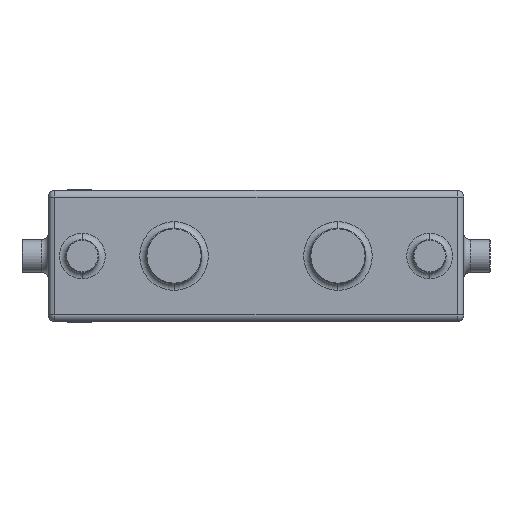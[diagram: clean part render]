
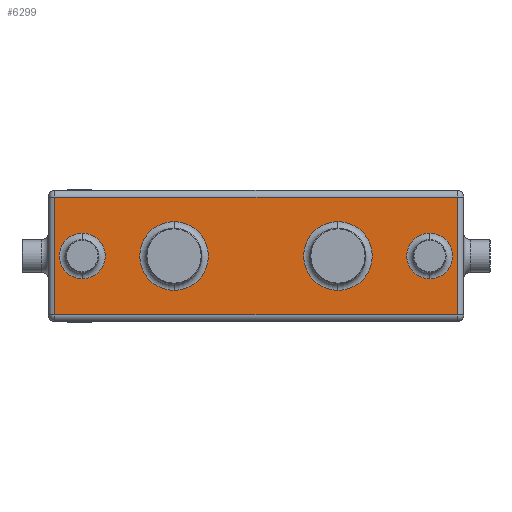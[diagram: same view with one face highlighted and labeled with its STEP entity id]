
A CAD part, left-side view. The second image highlights one B-rep face of the part: STEP entity #6299.
In plain terms, the highlighted planar face has unit normal (-1, 0, 0).
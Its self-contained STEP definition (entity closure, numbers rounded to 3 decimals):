
#317 = VERTEX_POINT ( 'NONE', #4380 ) ;
#473 = VECTOR ( 'NONE', #15012, 1000. ) ;
#478 = EDGE_CURVE ( 'NONE', #317, #23349, #9368, .T. ) ;
#735 = CARTESIAN_POINT ( 'NONE',  ( -50., -62.5, 0. ) ) ;
#943 = CARTESIAN_POINT ( 'NONE',  ( -50., -62.5, 0. ) ) ;
#1160 = DIRECTION ( 'NONE',  ( 1., 0., 0. ) ) ;
#1537 = AXIS2_PLACEMENT_3D ( 'NONE', #21849, #11268, #9543 ) ;
#1754 = DIRECTION ( 'NONE',  ( 0., 1., 0. ) ) ;
#2072 = EDGE_LOOP ( 'NONE', ( #4720, #16311 ) ) ;
#2085 = EDGE_CURVE ( 'NONE', #26207, #19240, #24039, .T. ) ;
#2450 = CARTESIAN_POINT ( 'NONE',  ( -50., -158.5, 50. ) ) ;
#2606 = CARTESIAN_POINT ( 'NONE',  ( -50., 153.5, -45. ) ) ;
#2686 = CARTESIAN_POINT ( 'NONE',  ( -50., 62.5, -26.2 ) ) ;
#2722 = PLANE ( 'NONE',  #8603 ) ;
#3386 = VECTOR ( 'NONE', #10088, 1000. ) ;
#3469 = EDGE_CURVE ( 'NONE', #20480, #5547, #11730, .T. ) ;
#3483 = EDGE_LOOP ( 'NONE', ( #7344, #7177 ) ) ;
#4278 = CIRCLE ( 'NONE', #13400, 26.2 ) ;
#4380 = CARTESIAN_POINT ( 'NONE',  ( -50., -62.5, 26.2 ) ) ;
#4664 = ORIENTED_EDGE ( 'NONE', *, *, #14095, .T. ) ;
#4720 = ORIENTED_EDGE ( 'NONE', *, *, #3469, .T. ) ;
#4721 = CARTESIAN_POINT ( 'NONE',  ( -50., 132.5, 17.5 ) ) ;
#5433 = CARTESIAN_POINT ( 'NONE',  ( -50., -132.5, 0. ) ) ;
#5545 = AXIS2_PLACEMENT_3D ( 'NONE', #943, #17478, #23767 ) ;
#5547 = VERTEX_POINT ( 'NONE', #7885 ) ;
#5601 = DIRECTION ( 'NONE',  ( 1., 0., 0. ) ) ;
#6263 = LINE ( 'NONE', #18182, #3386 ) ;
#6268 = ORIENTED_EDGE ( 'NONE', *, *, #16478, .T. ) ;
#6299 = ADVANCED_FACE ( 'NONE', ( #11304, #8394, #7077, #19990, #9044 ), #2722, .F. ) ;
#6607 = DIRECTION ( 'NONE',  ( 0., 0., -1. ) ) ;
#6782 = VERTEX_POINT ( 'NONE', #21615 ) ;
#7077 = FACE_BOUND ( 'NONE', #10114, .T. ) ;
#7125 = CARTESIAN_POINT ( 'NONE',  ( -50., -153.5, -45. ) ) ;
#7177 = ORIENTED_EDGE ( 'NONE', *, *, #7762, .T. ) ;
#7344 = ORIENTED_EDGE ( 'NONE', *, *, #22957, .T. ) ;
#7762 = EDGE_CURVE ( 'NONE', #6782, #24608, #26039, .T. ) ;
#7885 = CARTESIAN_POINT ( 'NONE',  ( -50., -132.5, 17.5 ) ) ;
#7939 = AXIS2_PLACEMENT_3D ( 'NONE', #18070, #5601, #25980 ) ;
#8394 = FACE_BOUND ( 'NONE', #3483, .T. ) ;
#8603 = AXIS2_PLACEMENT_3D ( 'NONE', #2450, #8992, #6607 ) ;
#8709 = CIRCLE ( 'NONE', #1537, 17.5 ) ;
#8718 = AXIS2_PLACEMENT_3D ( 'NONE', #5433, #9801, #16102 ) ;
#8752 = ORIENTED_EDGE ( 'NONE', *, *, #2085, .T. ) ;
#8992 = DIRECTION ( 'NONE',  ( 1., 0., 0. ) ) ;
#9018 = DIRECTION ( 'NONE',  ( 0., 0., -1. ) ) ;
#9044 = FACE_BOUND ( 'NONE', #2072, .T. ) ;
#9368 = CIRCLE ( 'NONE', #5545, 26.2 ) ;
#9529 = VERTEX_POINT ( 'NONE', #4721 ) ;
#9543 = DIRECTION ( 'NONE',  ( 0., 0., -1. ) ) ;
#9801 = DIRECTION ( 'NONE',  ( 1., 0., 0. ) ) ;
#10088 = DIRECTION ( 'NONE',  ( 0., 0., -1. ) ) ;
#10114 = EDGE_LOOP ( 'NONE', ( #17560, #16590 ) ) ;
#10813 = DIRECTION ( 'NONE',  ( 1., 0., 0. ) ) ;
#10821 = ORIENTED_EDGE ( 'NONE', *, *, #22651, .T. ) ;
#11089 = CIRCLE ( 'NONE', #20470, 17.5 ) ;
#11192 = VECTOR ( 'NONE', #1754, 1000. ) ;
#11268 = DIRECTION ( 'NONE',  ( 1., 0., 0. ) ) ;
#11304 = FACE_OUTER_BOUND ( 'NONE', #12194, .T. ) ;
#11567 = ORIENTED_EDGE ( 'NONE', *, *, #16962, .T. ) ;
#11730 = CIRCLE ( 'NONE', #8718, 17.5 ) ;
#11924 = CARTESIAN_POINT ( 'NONE',  ( -50., 132.5, 0. ) ) ;
#12194 = EDGE_LOOP ( 'NONE', ( #6268, #11567, #8752, #20407 ) ) ;
#12639 = EDGE_CURVE ( 'NONE', #5547, #20480, #8709, .T. ) ;
#13201 = CIRCLE ( 'NONE', #17446, 17.5 ) ;
#13400 = AXIS2_PLACEMENT_3D ( 'NONE', #19021, #10813, #9018 ) ;
#14095 = EDGE_CURVE ( 'NONE', #16818, #9529, #13201, .T. ) ;
#14808 = CARTESIAN_POINT ( 'NONE',  ( -50., 153.5, 45. ) ) ;
#15012 = DIRECTION ( 'NONE',  ( 0., -1., 0. ) ) ;
#15194 = CARTESIAN_POINT ( 'NONE',  ( -50., -158.5, -45. ) ) ;
#15264 = DIRECTION ( 'NONE',  ( 0., 0., -1. ) ) ;
#16102 = DIRECTION ( 'NONE',  ( 0., 0., -1. ) ) ;
#16311 = ORIENTED_EDGE ( 'NONE', *, *, #12639, .T. ) ;
#16478 = EDGE_CURVE ( 'NONE', #25305, #23114, #24405, .T. ) ;
#16590 = ORIENTED_EDGE ( 'NONE', *, *, #478, .T. ) ;
#16818 = VERTEX_POINT ( 'NONE', #21565 ) ;
#16962 = EDGE_CURVE ( 'NONE', #23114, #26207, #6263, .T. ) ;
#17214 = AXIS2_PLACEMENT_3D ( 'NONE', #735, #19413, #17283 ) ;
#17283 = DIRECTION ( 'NONE',  ( 0., 0., -1. ) ) ;
#17364 = DIRECTION ( 'NONE',  ( 1., 0., 0. ) ) ;
#17446 = AXIS2_PLACEMENT_3D ( 'NONE', #21455, #17364, #15264 ) ;
#17478 = DIRECTION ( 'NONE',  ( 1., 0., 0. ) ) ;
#17548 = EDGE_LOOP ( 'NONE', ( #4664, #10821 ) ) ;
#17560 = ORIENTED_EDGE ( 'NONE', *, *, #21986, .T. ) ;
#18070 = CARTESIAN_POINT ( 'NONE',  ( -50., 62.5, 0. ) ) ;
#18182 = CARTESIAN_POINT ( 'NONE',  ( -50., 153.5, 50. ) ) ;
#18205 = CARTESIAN_POINT ( 'NONE',  ( -50., -153.5, 45. ) ) ;
#18269 = VECTOR ( 'NONE', #24313, 1000. ) ;
#19021 = CARTESIAN_POINT ( 'NONE',  ( -50., 62.5, 0. ) ) ;
#19240 = VERTEX_POINT ( 'NONE', #7125 ) ;
#19413 = DIRECTION ( 'NONE',  ( 1., 0., 0. ) ) ;
#19990 = FACE_BOUND ( 'NONE', #17548, .T. ) ;
#20114 = CIRCLE ( 'NONE', #17214, 26.2 ) ;
#20157 = CARTESIAN_POINT ( 'NONE',  ( -50., -153.5, 50. ) ) ;
#20407 = ORIENTED_EDGE ( 'NONE', *, *, #20839, .T. ) ;
#20470 = AXIS2_PLACEMENT_3D ( 'NONE', #11924, #1160, #24076 ) ;
#20480 = VERTEX_POINT ( 'NONE', #25051 ) ;
#20839 = EDGE_CURVE ( 'NONE', #19240, #25305, #23720, .T. ) ;
#21455 = CARTESIAN_POINT ( 'NONE',  ( -50., 132.5, 0. ) ) ;
#21565 = CARTESIAN_POINT ( 'NONE',  ( -50., 132.5, -17.5 ) ) ;
#21615 = CARTESIAN_POINT ( 'NONE',  ( -50., 62.5, 26.2 ) ) ;
#21849 = CARTESIAN_POINT ( 'NONE',  ( -50., -132.5, 0. ) ) ;
#21986 = EDGE_CURVE ( 'NONE', #23349, #317, #20114, .T. ) ;
#22651 = EDGE_CURVE ( 'NONE', #9529, #16818, #11089, .T. ) ;
#22957 = EDGE_CURVE ( 'NONE', #24608, #6782, #4278, .T. ) ;
#23114 = VERTEX_POINT ( 'NONE', #14808 ) ;
#23349 = VERTEX_POINT ( 'NONE', #24001 ) ;
#23720 = LINE ( 'NONE', #20157, #18269 ) ;
#23767 = DIRECTION ( 'NONE',  ( 0., 0., -1. ) ) ;
#24001 = CARTESIAN_POINT ( 'NONE',  ( -50., -62.5, -26.2 ) ) ;
#24039 = LINE ( 'NONE', #15194, #473 ) ;
#24076 = DIRECTION ( 'NONE',  ( 0., 0., -1. ) ) ;
#24313 = DIRECTION ( 'NONE',  ( 0., 0., 1. ) ) ;
#24405 = LINE ( 'NONE', #26114, #11192 ) ;
#24608 = VERTEX_POINT ( 'NONE', #2686 ) ;
#25051 = CARTESIAN_POINT ( 'NONE',  ( -50., -132.5, -17.5 ) ) ;
#25305 = VERTEX_POINT ( 'NONE', #18205 ) ;
#25980 = DIRECTION ( 'NONE',  ( 0., 0., -1. ) ) ;
#26039 = CIRCLE ( 'NONE', #7939, 26.2 ) ;
#26114 = CARTESIAN_POINT ( 'NONE',  ( -50., -158.5, 45. ) ) ;
#26207 = VERTEX_POINT ( 'NONE', #2606 ) ;
